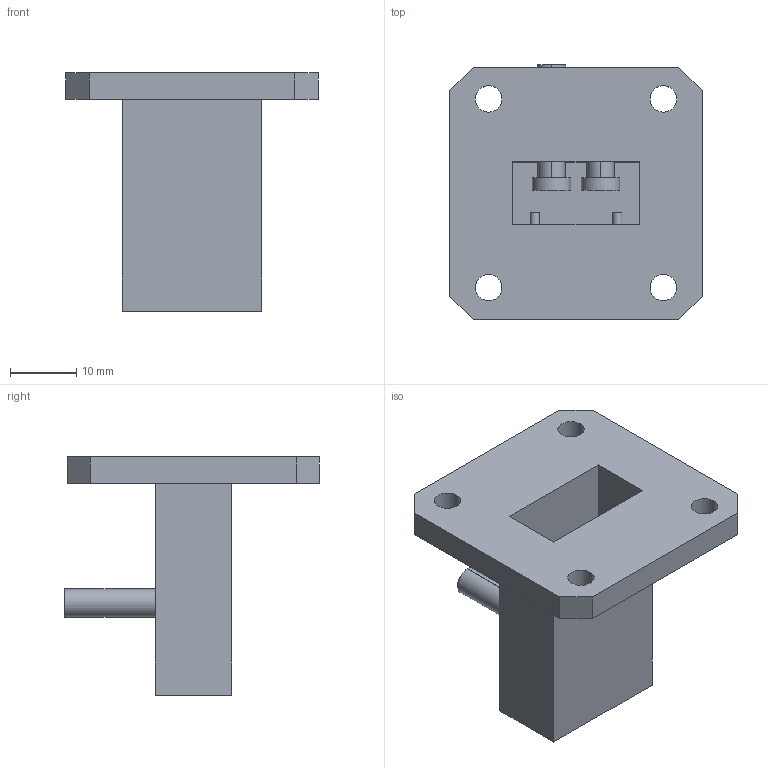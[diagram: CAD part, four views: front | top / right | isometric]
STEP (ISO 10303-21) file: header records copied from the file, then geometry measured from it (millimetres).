
FILE_DESCRIPTION(('STEP AP214'),'1');
FILE_NAME('coaxToWrTE20_alternative.stp','2018-10-30T13:30:50',('migue'),(' '),'Spatial InterOp 3D','CST ACIS InterOp Converter 2016',' ');
FILE_SCHEMA(('automotive_design'));
Length unit declared in the file: millimetre
Products named in the file (4): 1; 2; coaxialFeed|dielectric; waveguide|metal
Bounding box: 38.1 x 38.52 x 36 mm (x, y, z)
Volume: 7591.3 mm3; surface area: 9323 mm2
Topology: 4 solids, 4 shells, 101 faces, 233 edges, 150 vertices
Faces by surface type: cylinder 62, plane 39
Entity records: 3833 total; most frequent: DIRECTION 561, CARTESIAN_POINT 488, ORIENTED_EDGE 466, EDGE_CURVE 233, AXIS2_PLACEMENT_3D 223, VERTEX_POINT 150, EDGE_LOOP 127, LINE 115
